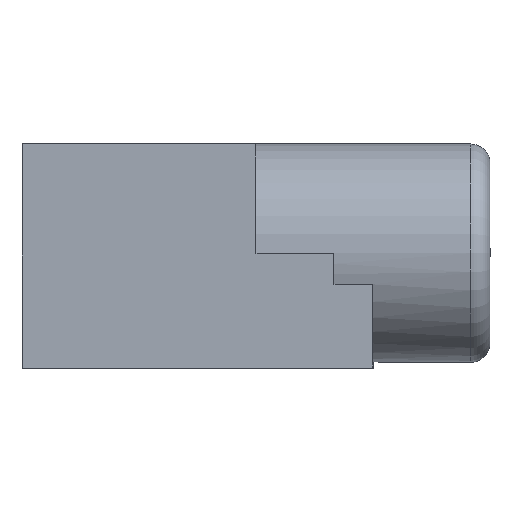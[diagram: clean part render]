
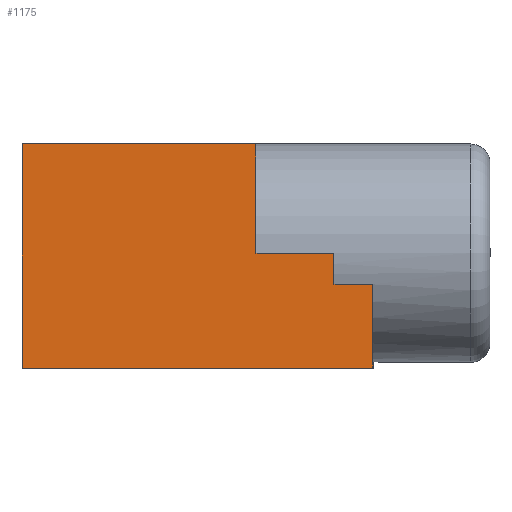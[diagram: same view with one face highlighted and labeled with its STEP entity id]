
A CAD part, left-side view. The second image highlights one B-rep face of the part: STEP entity #1175.
In plain terms, the highlighted planar face has unit normal (-1, 0, 0).
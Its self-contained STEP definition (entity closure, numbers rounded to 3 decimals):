
#64=PLANE('',#1265);
#145=LINE('',#1799,#286);
#151=LINE('',#1810,#292);
#190=LINE('',#1886,#331);
#193=LINE('',#1891,#334);
#195=LINE('',#1895,#336);
#202=LINE('',#1910,#343);
#206=LINE('',#1918,#347);
#207=LINE('',#1920,#348);
#286=VECTOR('',#1450,10.);
#292=VECTOR('',#1462,10.);
#331=VECTOR('',#1539,10.);
#334=VECTOR('',#1544,10.);
#336=VECTOR('',#1548,10.);
#343=VECTOR('',#1561,10.);
#347=VECTOR('',#1573,10.);
#348=VECTOR('',#1576,10.);
#410=FACE_OUTER_BOUND('',#471,.T.);
#471=EDGE_LOOP('',(#1078,#1079,#1080,#1081,#1082,#1083,#1084,#1085));
#584=VERTEX_POINT('',#1796);
#585=VERTEX_POINT('',#1798);
#587=VERTEX_POINT('',#1809);
#604=VERTEX_POINT('',#1883);
#605=VERTEX_POINT('',#1885);
#606=VERTEX_POINT('',#1889);
#607=VERTEX_POINT('',#1893);
#612=VERTEX_POINT('',#1909);
#715=EDGE_CURVE('',#584,#585,#145,.T.);
#721=EDGE_CURVE('',#587,#585,#151,.T.);
#760=EDGE_CURVE('',#604,#605,#190,.T.);
#763=EDGE_CURVE('',#604,#606,#193,.T.);
#765=EDGE_CURVE('',#607,#605,#195,.T.);
#772=EDGE_CURVE('',#612,#607,#202,.T.);
#776=EDGE_CURVE('',#606,#587,#206,.T.);
#777=EDGE_CURVE('',#612,#584,#207,.T.);
#1078=ORIENTED_EDGE('',*,*,#763,.T.);
#1079=ORIENTED_EDGE('',*,*,#776,.T.);
#1080=ORIENTED_EDGE('',*,*,#721,.T.);
#1081=ORIENTED_EDGE('',*,*,#715,.F.);
#1082=ORIENTED_EDGE('',*,*,#777,.F.);
#1083=ORIENTED_EDGE('',*,*,#772,.T.);
#1084=ORIENTED_EDGE('',*,*,#765,.T.);
#1085=ORIENTED_EDGE('',*,*,#760,.F.);
#1175=ADVANCED_FACE('',(#410),#64,.T.);
#1265=AXIS2_PLACEMENT_3D('',#1919,#1574,#1575);
#1450=DIRECTION('',(0.,0.,1.));
#1462=DIRECTION('',(0.,1.,0.));
#1539=DIRECTION('',(0.,0.,-1.));
#1544=DIRECTION('',(0.,1.,0.));
#1548=DIRECTION('',(0.,1.,0.));
#1561=DIRECTION('',(0.,0.,1.));
#1573=DIRECTION('',(0.,0.,1.));
#1574=DIRECTION('center_axis',(-1.,0.,0.));
#1575=DIRECTION('ref_axis',(0.,0.,
1.));
#1576=DIRECTION('',(0.,1.,0.));
#1796=CARTESIAN_POINT('',(-0.701,-16.2,1.739));
#1798=CARTESIAN_POINT('',(-0.701,-16.2,4.612));
#1799=CARTESIAN_POINT('',(-0.701,-16.2,3.212));
#1809=CARTESIAN_POINT('',(-0.701,-19.2,4.612));
#1810=CARTESIAN_POINT('',(-0.701,-20.2,4.612));
#1883=CARTESIAN_POINT('',(-0.701,-20.2,3.212));
#1885=CARTESIAN_POINT('',(-0.701,-20.2,2.812));
#1886=CARTESIAN_POINT('',(-0.701,-20.2,3.212));
#1889=CARTESIAN_POINT('',(-0.701,-19.2,3.212));
#1891=CARTESIAN_POINT('',(-0.701,-21.2,3.212));
#1893=CARTESIAN_POINT('',(-0.701,-20.7,2.812));
#1895=CARTESIAN_POINT('',(-0.701,-20.7,2.812));
#1909=CARTESIAN_POINT('',(-0.701,-20.7,1.739));
#1910=CARTESIAN_POINT('',(-0.701,-20.7,1.739));
#1918=CARTESIAN_POINT('',(-0.701,-19.2,2.85));
#1919=CARTESIAN_POINT('Origin',(-0.701,-20.2,1.739));
#1920=CARTESIAN_POINT('',(-0.701,-20.7,1.739));
